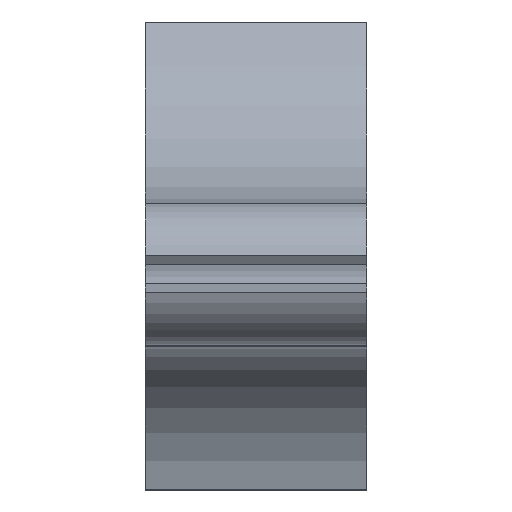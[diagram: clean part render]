
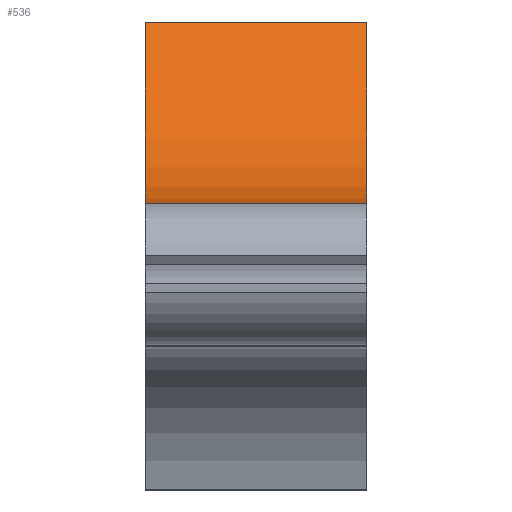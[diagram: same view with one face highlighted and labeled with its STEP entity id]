
A CAD part, top view. The second image highlights one B-rep face of the part: STEP entity #536.
In plain terms, the highlighted cylindrical face has radius 8.199 mm (diameter 16.397 mm), a partial arc.
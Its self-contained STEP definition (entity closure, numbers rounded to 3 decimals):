
#42=FACE_OUTER_BOUND('',#73,.T.);
#73=EDGE_LOOP('',(#379,#380,#381,#382));
#108=LINE('',#831,#158);
#109=LINE('',#837,#159);
#158=VECTOR('',#664,10.);
#159=VECTOR('',#671,10.);
#211=CIRCLE('',#589,8.199);
#212=CIRCLE('',#590,8.199);
#241=VERTEX_POINT('',#828);
#242=VERTEX_POINT('',#830);
#243=VERTEX_POINT('',#834);
#244=VERTEX_POINT('',#836);
#295=EDGE_CURVE('',#241,#242,#108,.T.);
#297=EDGE_CURVE('',#243,#241,#211,.T.);
#298=EDGE_CURVE('',#244,#243,#109,.T.);
#299=EDGE_CURVE('',#242,#244,#212,.T.);
#379=ORIENTED_EDGE('',*,*,#295,.F.);
#380=ORIENTED_EDGE('',*,*,#297,.F.);
#381=ORIENTED_EDGE('',*,*,#298,.F.);
#382=ORIENTED_EDGE('',*,*,#299,.F.);
#521=CYLINDRICAL_SURFACE('',#588,8.199);
#536=ADVANCED_FACE('',(#42),#521,.F.);
#588=AXIS2_PLACEMENT_3D('',#833,#667,#668);
#589=AXIS2_PLACEMENT_3D('',#835,#669,#670);
#590=AXIS2_PLACEMENT_3D('',#838,#672,#673);
#664=DIRECTION('',(-1.,0.,0.));
#667=DIRECTION('center_axis',(1.,0.,0.));
#668=DIRECTION('ref_axis',(0.,-1.,0.));
#669=DIRECTION('center_axis',(-1.,0.,0.));
#670=DIRECTION('ref_axis',(0.,-1.,0.));
#671=DIRECTION('',(1.,0.,0.));
#672=DIRECTION('center_axis',(1.,0.,0.));
#673=DIRECTION('ref_axis',(0.,-1.,0.));
#828=CARTESIAN_POINT('',(3.2,-9.25,84.6));
#830=CARTESIAN_POINT('',(-3.2,-9.25,84.6));
#831=CARTESIAN_POINT('',(0.,-9.25,84.6));
#833=CARTESIAN_POINT('Origin',(0.,-1.051,
84.6));
#834=CARTESIAN_POINT('',(3.2,-4.,76.95));
#835=CARTESIAN_POINT('Origin',(3.2,-1.051,84.6));
#836=CARTESIAN_POINT('',(-3.2,-4.,76.95));
#837=CARTESIAN_POINT('',(0.,-4.,76.95));
#838=CARTESIAN_POINT('Origin',(-3.2,-1.051,84.6));
